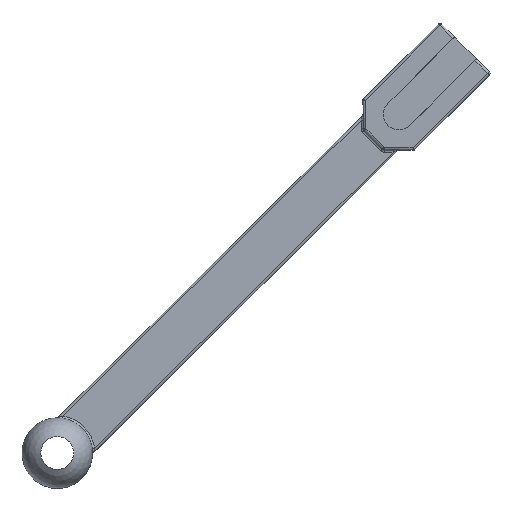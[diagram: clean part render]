
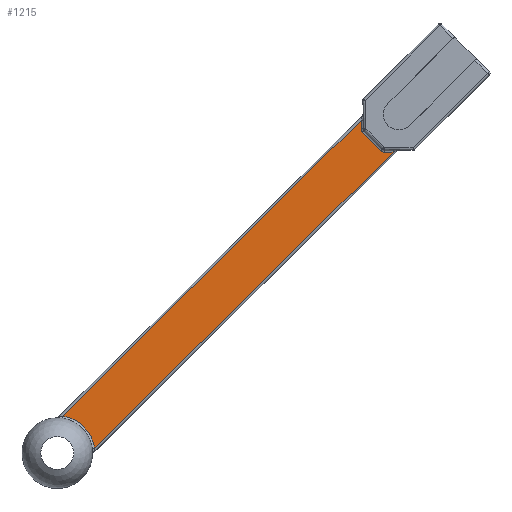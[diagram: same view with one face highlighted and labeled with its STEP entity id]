
A CAD part, top view. The second image highlights one B-rep face of the part: STEP entity #1215.
In plain terms, the highlighted planar face has unit normal (0, 0, 1).
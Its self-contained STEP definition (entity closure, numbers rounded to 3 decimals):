
#26=PLANE('',#1380);
#70=LINE('',#2141,#158);
#76=LINE('',#2150,#164);
#81=LINE('',#2157,#169);
#87=LINE('',#2166,#175);
#97=LINE('',#2181,#185);
#158=VECTOR('',#1626,10.);
#164=VECTOR('',#1638,10.);
#169=VECTOR('',#1647,10.);
#175=VECTOR('',#1659,10.);
#185=VECTOR('',#1679,10.);
#329=FACE_OUTER_BOUND('',#409,.T.);
#409=EDGE_LOOP('',(#1045,#1046,#1047,#1048,#1049,#1050,#1051,#1052));
#445=CIRCLE('',#1268,1.);
#455=CIRCLE('',#1282,1.);
#495=CIRCLE('',#1344,8.);
#524=VERTEX_POINT('',#1849);
#526=VERTEX_POINT('',#1853);
#534=VERTEX_POINT('',#1875);
#536=VERTEX_POINT('',#1879);
#544=VERTEX_POINT('',#1925);
#553=VERTEX_POINT('',#1969);
#560=VERTEX_POINT('',#2022);
#566=VERTEX_POINT('',#2070);
#627=EDGE_CURVE('',#526,#524,#445,.T.);
#639=EDGE_CURVE('',#536,#534,#455,.T.);
#703=EDGE_CURVE('',#560,#566,#495,.T.);
#705=EDGE_CURVE('',#566,#553,#70,.T.);
#711=EDGE_CURVE('',#544,#560,#76,.T.);
#716=EDGE_CURVE('',#553,#536,#81,.T.);
#722=EDGE_CURVE('',#524,#544,#87,.T.);
#732=EDGE_CURVE('',#534,#526,#97,.T.);
#1045=ORIENTED_EDGE('',*,*,#703,.F.);
#1046=ORIENTED_EDGE('',*,*,#711,.F.);
#1047=ORIENTED_EDGE('',*,*,#722,.F.);
#1048=ORIENTED_EDGE('',*,*,#627,.F.);
#1049=ORIENTED_EDGE('',*,*,#732,.F.);
#1050=ORIENTED_EDGE('',*,*,#639,.F.);
#1051=ORIENTED_EDGE('',*,*,#716,.F.);
#1052=ORIENTED_EDGE('',*,*,#705,.F.);
#1215=ADVANCED_FACE('',(#329),#26,.T.);
#1268=AXIS2_PLACEMENT_3D('',#1855,#1450,#1451);
#1282=AXIS2_PLACEMENT_3D('',#1881,#1480,#1481);
#1344=AXIS2_PLACEMENT_3D('',#2138,#1620,#1621);
#1380=AXIS2_PLACEMENT_3D('',#2230,#1738,#1739);
#1450=DIRECTION('center_axis',(0.,0.,1.));
#1451=DIRECTION('ref_axis',(-0.395,-0.919,0.));
#1480=DIRECTION('center_axis',(0.,0.,1.));
#1481=DIRECTION('ref_axis',(-0.92,-0.393,0.));
#1620=DIRECTION('center_axis',(0.,0.,1.));
#1621=DIRECTION('ref_axis',(0.71,0.704,0.));
#1626=DIRECTION('',(0.71,0.704,0.));
#1638=DIRECTION('',(-0.71,-0.704,0.));
#1647=DIRECTION('',(0.026,-1.,0.));
#1659=DIRECTION('',(1.,-0.022,0.));
#1679=DIRECTION('',(0.704,-0.71,0.));
#1738=DIRECTION('center_axis',(0.,0.,1.));
#1739=DIRECTION('ref_axis',(1.,0.,0.));
#1849=CARTESIAN_POINT('',(66.876,71.974,6.));
#1853=CARTESIAN_POINT('',(66.188,72.27,6.));
#1855=CARTESIAN_POINT('Origin',(66.898,72.974,6.));
#1875=CARTESIAN_POINT('',(62.282,76.209,6.));
#1879=CARTESIAN_POINT('',(61.993,76.887,6.));
#1881=CARTESIAN_POINT('Origin',(62.992,76.913,6.));
#1925=CARTESIAN_POINT('',(68.765,71.932,6.));
#1969=CARTESIAN_POINT('',(61.945,78.756,6.));
#2022=CARTESIAN_POINT('',(5.261,8.968,6.));
#2070=CARTESIAN_POINT('',(-1.532,15.819,6.));
#2138=CARTESIAN_POINT('Origin',(-2.668,7.9,6.));
#2141=CARTESIAN_POINT('',(44.626,61.585,6.));
#2150=CARTESIAN_POINT('',(18.879,22.471,6.));
#2157=CARTESIAN_POINT('',(62.373,62.075,6.));
#2166=CARTESIAN_POINT('',(48.645,72.379,6.));
#2181=CARTESIAN_POINT('',(63.195,75.288,6.));
#2230=CARTESIAN_POINT('Origin',(29.892,40.163,6.));
